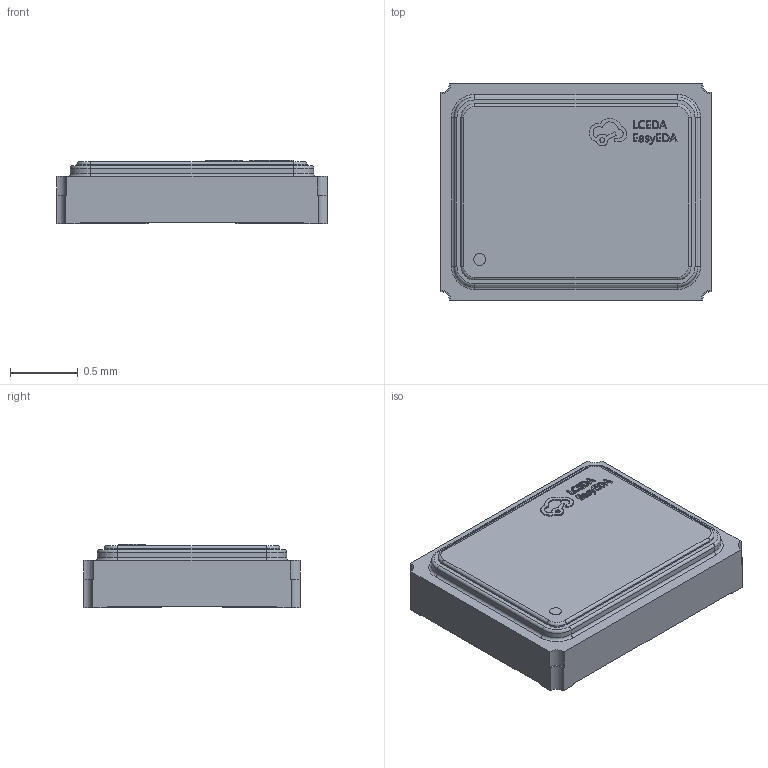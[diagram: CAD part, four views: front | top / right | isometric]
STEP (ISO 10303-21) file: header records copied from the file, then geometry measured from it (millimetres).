
FILE_DESCRIPTION (( 'STEP AP214' ), '1' );
FILE_NAME ('CRYSTAL-SMD_4P-L2.0-W1.6-BL-2.step', '2022-06-20T11:01:39', ( '' ), ( '' ), 'SwSTEP 2.0', 'SolidWorks 2020', '' );
FILE_SCHEMA (( 'AUTOMOTIVE_DESIGN' ));
Length unit declared in the file: millimetre
Products named in the file (1): CRYSTAL-SMD_4P-L2.0-W1.6-BL-2
Bounding box: 2 x 1.6 x 0.47 mm (x, y, z)
Volume: 1.4 mm3; surface area: 9.4 mm2
Topology: 1 solids, 1 shells, 375 faces, 1008 edges, 664 vertices
Faces by surface type: plane 213, bspline 112, cylinder 38, torus 12
Entity records: 17009 total; most frequent: CARTESIAN_POINT 4152, ORIENTED_EDGE 2016, DIRECTION 1396, EDGE_CURVE 1008, LINE 692, VECTOR 692, VERTEX_POINT 664, EDGE_LOOP 404
